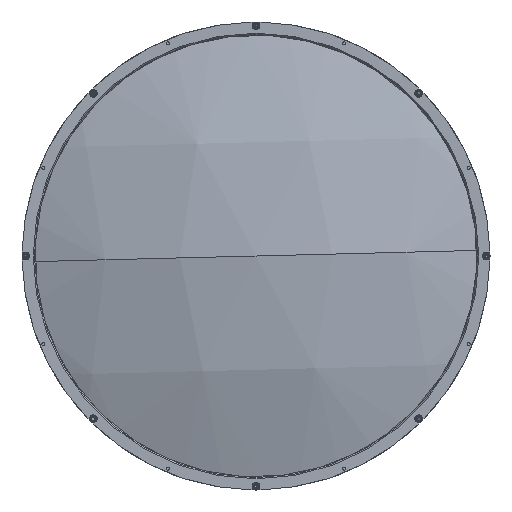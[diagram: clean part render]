
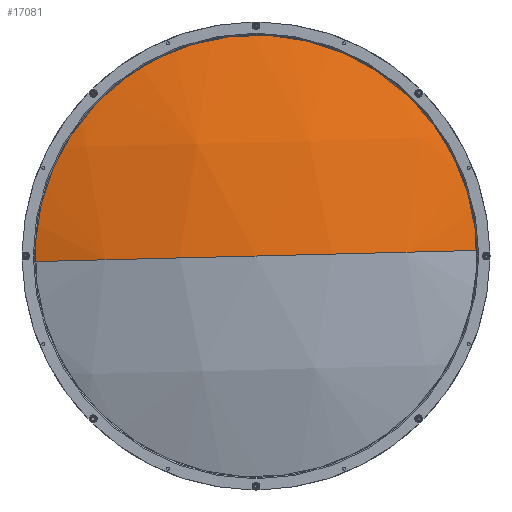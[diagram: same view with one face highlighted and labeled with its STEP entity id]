
A CAD part, left-side view. The second image highlights one B-rep face of the part: STEP entity #17081.
In plain terms, the highlighted spherical face has radius 527.92 mm.
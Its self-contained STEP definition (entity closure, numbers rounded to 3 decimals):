
#5 = VERTEX_POINT ( 'NONE', #13549 ) ;
#520 = FACE_OUTER_BOUND ( 'NONE', #13065, .T. ) ;
#965 = CIRCLE ( 'NONE', #10094, 527.92 ) ;
#1536 = EDGE_CURVE ( 'NONE', #14485, #15844, #965, .T. ) ;
#2129 = ORIENTED_EDGE ( 'NONE', *, *, #11534, .F. ) ;
#2869 = EDGE_CURVE ( 'NONE', #5, #14485, #5206, .T. ) ;
#3637 = DIRECTION ( 'NONE',  ( 0., 0.025, 1. ) ) ;
#5206 = CIRCLE ( 'NONE', #17355, 180. ) ;
#5565 = CARTESIAN_POINT ( 'NONE',  ( 28.634, 179.943, -4.542 ) ) ;
#6380 = CARTESIAN_POINT ( 'NONE',  ( 524.92, 0., 0. ) ) ;
#6476 = DIRECTION ( 'NONE',  ( 0., -0.025, -1. ) ) ;
#7014 = DIRECTION ( 'NONE',  ( 0., -1., 0.025 ) ) ;
#9088 = AXIS2_PLACEMENT_3D ( 'NONE', #6380, #3637, #13745 ) ;
#9573 = ORIENTED_EDGE ( 'NONE', *, *, #2869, .T. ) ;
#10094 = AXIS2_PLACEMENT_3D ( 'NONE', #17207, #11123, #7014 ) ;
#10842 = DIRECTION ( 'NONE',  ( 0., 0.025, 1. ) ) ;
#11123 = DIRECTION ( 'NONE',  ( 0., 0.025, 1. ) ) ;
#11534 = EDGE_CURVE ( 'NONE', #5, #15844, #16929, .T. ) ;
#12505 = CARTESIAN_POINT ( 'NONE',  ( 28.634, 0., 0. ) ) ;
#12696 = AXIS2_PLACEMENT_3D ( 'NONE', #15158, #6476, #16607 ) ;
#12970 = SPHERICAL_SURFACE ( 'NONE', #9088, 527.92 ) ;
#13065 = EDGE_LOOP ( 'NONE', ( #9573, #17234, #2129 ) ) ;
#13549 = CARTESIAN_POINT ( 'NONE',  ( 28.634, -179.943, 4.542 ) ) ;
#13745 = DIRECTION ( 'NONE',  ( 0., -1., 0.025 ) ) ;
#14485 = VERTEX_POINT ( 'NONE', #5565 ) ;
#15158 = CARTESIAN_POINT ( 'NONE',  ( 524.92, 0., 0. ) ) ;
#15254 = CARTESIAN_POINT ( 'NONE',  ( -3., 0., 0. ) ) ;
#15844 = VERTEX_POINT ( 'NONE', #15254 ) ;
#16607 = DIRECTION ( 'NONE',  ( 0., 1., -0.025 ) ) ;
#16929 = CIRCLE ( 'NONE', #12696, 527.92 ) ;
#17081 = ADVANCED_FACE ( 'NONE', ( #520 ), #12970, .T. ) ;
#17207 = CARTESIAN_POINT ( 'NONE',  ( 524.92, 0., 0. ) ) ;
#17234 = ORIENTED_EDGE ( 'NONE', *, *, #1536, .T. ) ;
#17335 = DIRECTION ( 'NONE',  ( -1., 0., 0. ) ) ;
#17355 = AXIS2_PLACEMENT_3D ( 'NONE', #12505, #17335, #10842 ) ;
